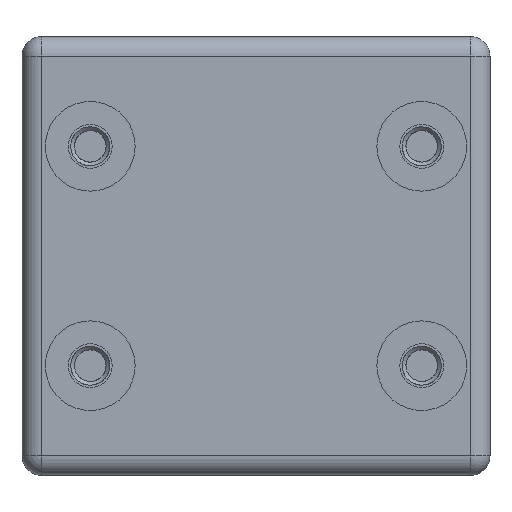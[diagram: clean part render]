
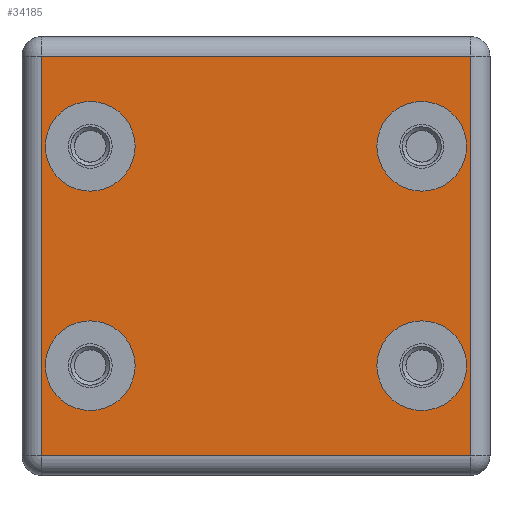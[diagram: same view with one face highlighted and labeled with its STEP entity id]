
A CAD part, front view. The second image highlights one B-rep face of the part: STEP entity #34185.
In plain terms, the highlighted planar face has unit normal (0, -1, 0).
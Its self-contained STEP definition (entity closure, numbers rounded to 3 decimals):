
#1197=FACE_BOUND('',#3438,.T.);
#1198=FACE_BOUND('',#3439,.T.);
#1199=FACE_BOUND('',#3440,.T.);
#1200=FACE_BOUND('',#3441,.T.);
#2297=FACE_OUTER_BOUND('',#3437,.T.);
#3437=EDGE_LOOP('',(#31974,#31975,#31976,#31977));
#3438=EDGE_LOOP('',(#31978));
#3439=EDGE_LOOP('',(#31979));
#3440=EDGE_LOOP('',(#31980));
#3441=EDGE_LOOP('',(#31981));
#5597=CIRCLE('',#39531,4.6);
#5598=CIRCLE('',#39532,4.6);
#5599=CIRCLE('',#39533,4.6);
#5600=CIRCLE('',#39534,4.6);
#9558=LINE('',#63277,#13532);
#9564=LINE('',#63306,#13538);
#9566=LINE('',#63309,#13540);
#9568=LINE('',#63312,#13542);
#13532=VECTOR('',#49945,10.);
#13538=VECTOR('',#49977,10.);
#13540=VECTOR('',#49981,10.);
#13542=VECTOR('',#49985,10.);
#19543=VERTEX_POINT('',#63252);
#19548=VERTEX_POINT('',#63265);
#19553=VERTEX_POINT('',#63281);
#19558=VERTEX_POINT('',#63294);
#19564=VERTEX_POINT('',#63327);
#19565=VERTEX_POINT('',#63329);
#19566=VERTEX_POINT('',#63331);
#19567=VERTEX_POINT('',#63333);
#25654=EDGE_CURVE('',#19543,#19548,#9558,.T.);
#25668=EDGE_CURVE('',#19548,#19558,#9564,.T.);
#25670=EDGE_CURVE('',#19558,#19553,#9566,.T.);
#25672=EDGE_CURVE('',#19553,#19543,#9568,.T.);
#25681=EDGE_CURVE('',#19564,#19564,#5597,.T.);
#25682=EDGE_CURVE('',#19565,#19565,#5598,.T.);
#25683=EDGE_CURVE('',#19566,#19566,#5599,.T.);
#25684=EDGE_CURVE('',#19567,#19567,#5600,.T.);
#31974=ORIENTED_EDGE('',*,*,#25654,.F.);
#31975=ORIENTED_EDGE('',*,*,#25672,.F.);
#31976=ORIENTED_EDGE('',*,*,#25670,.F.);
#31977=ORIENTED_EDGE('',*,*,#25668,.F.);
#31978=ORIENTED_EDGE('',*,*,#25681,.T.);
#31979=ORIENTED_EDGE('',*,*,#25682,.T.);
#31980=ORIENTED_EDGE('',*,*,#25683,.T.);
#31981=ORIENTED_EDGE('',*,*,#25684,.T.);
#33085=PLANE('',#39530);
#34185=ADVANCED_FACE('',(#2297,#1197,#1198,#1199,#1200),#33085,.T.);
#39530=AXIS2_PLACEMENT_3D('',#63326,#50002,#50003);
#39531=AXIS2_PLACEMENT_3D('',#63328,#50004,#50005);
#39532=AXIS2_PLACEMENT_3D('',#63330,#50006,#50007);
#39533=AXIS2_PLACEMENT_3D('',#63332,#50008,#50009);
#39534=AXIS2_PLACEMENT_3D('',#63334,#50010,#50011);
#49945=DIRECTION('',(-1.,0.,0.));
#49977=DIRECTION('',(0.,0.,1.));
#49981=DIRECTION('',(1.,0.,0.));
#49985=DIRECTION('',(0.,0.,-1.));
#50002=DIRECTION('center_axis',(0.,-1.,0.));
#50003=DIRECTION('ref_axis',(0.,0.,-1.));
#50004=DIRECTION('center_axis',(0.,1.,0.));
#50005=DIRECTION('ref_axis',(1.,0.,0.));
#50006=DIRECTION('center_axis',(0.,1.,0.));
#50007=DIRECTION('ref_axis',(1.,0.,0.));
#50008=DIRECTION('center_axis',(0.,1.,0.));
#50009=DIRECTION('ref_axis',(1.,0.,0.));
#50010=DIRECTION('center_axis',(0.,1.,0.));
#50011=DIRECTION('ref_axis',(1.,0.,0.));
#63252=CARTESIAN_POINT('',(22.,-10.,-20.5));
#63265=CARTESIAN_POINT('',(-22.,-10.,-20.5));
#63277=CARTESIAN_POINT('',(-12.,-10.,-20.5));
#63281=CARTESIAN_POINT('',(22.,-10.,20.5));
#63294=CARTESIAN_POINT('',(-22.,-10.,20.5));
#63306=CARTESIAN_POINT('',(-22.,-10.,11.25));
#63309=CARTESIAN_POINT('',(12.,-10.,20.5));
#63312=CARTESIAN_POINT('',(22.,-10.,-11.25));
#63326=CARTESIAN_POINT('Origin',(0.,-10.,0.));
#63327=CARTESIAN_POINT('',(12.4,-10.,11.25));
#63328=CARTESIAN_POINT('Origin',(17.,-10.,11.25));
#63329=CARTESIAN_POINT('',(-21.6,-10.,11.25));
#63330=CARTESIAN_POINT('Origin',(-17.,-10.,11.25));
#63331=CARTESIAN_POINT('',(12.4,-10.,-11.25));
#63332=CARTESIAN_POINT('Origin',(17.,-10.,-11.25));
#63333=CARTESIAN_POINT('',(-21.6,-10.,-11.25));
#63334=CARTESIAN_POINT('Origin',(-17.,-10.,-11.25));
